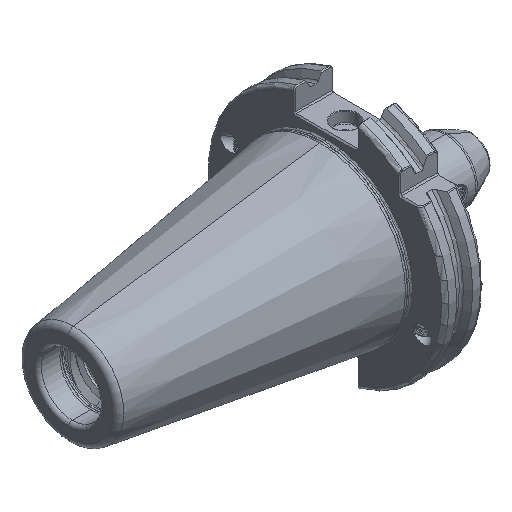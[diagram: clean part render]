
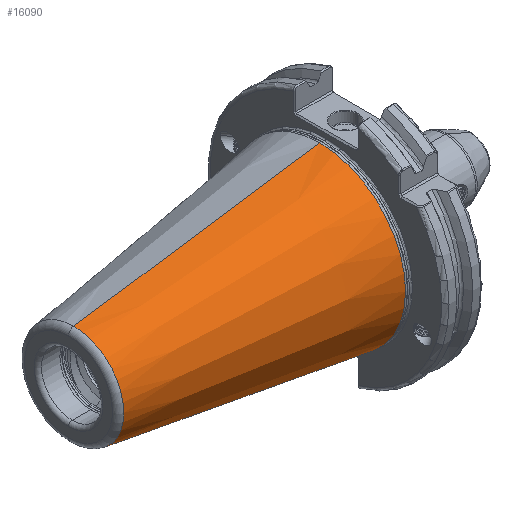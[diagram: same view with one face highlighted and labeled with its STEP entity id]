
A CAD part, isometric view. The second image highlights one B-rep face of the part: STEP entity #16090.
In plain terms, the highlighted conical face has half-angle 8.297 degrees and reference radius 35.392 mm.
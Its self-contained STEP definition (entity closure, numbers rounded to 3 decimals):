
#732 = AXIS2_PLACEMENT_3D ( 'NONE', #17878, #17862, #17887 ) ;
#791 = AXIS2_PLACEMENT_3D ( 'NONE', #18684, #18717, #18688 ) ;
#981 = AXIS2_PLACEMENT_3D ( 'NONE', #27565, #27551, #27570 ) ;
#1363 = LINE ( 'NONE', #28509, #1384 ) ;
#1376 = LINE ( 'NONE', #25359, #1402 ) ;
#1384 = VECTOR ( 'NONE', #27575, 1000. ) ;
#1385 = CIRCLE ( 'NONE', #981, 35.027 ) ;
#1402 = VECTOR ( 'NONE', #25351, 1000. ) ;
#1600 = CIRCLE ( 'NONE', #732, 20.399 ) ;
#1663 = CIRCLE ( 'NONE', #791, 35.027 ) ;
#2306 = CARTESIAN_POINT ( 'NONE',  ( 0., 0., 0. ) ) ;
#2307 = DIRECTION ( 'NONE',  ( 1., 0., 0. ) ) ;
#2321 = DIRECTION ( 'NONE',  ( 0., 0., -1. ) ) ;
#3832 = EDGE_CURVE ( 'NONE', #16357, #16424, #1376, .T. ) ;
#3848 = EDGE_CURVE ( 'NONE', #16348, #16327, #1385, .T. ) ;
#3850 = EDGE_CURVE ( 'NONE', #16352, #16348, #1363, .T. ) ;
#4108 = EDGE_CURVE ( 'NONE', #16352, #16357, #1600, .T. ) ;
#4203 = EDGE_CURVE ( 'NONE', #16327, #16424, #1663, .T. ) ;
#6273 = AXIS2_PLACEMENT_3D ( 'NONE', #2306, #2307, #2321 ) ;
#6835 = CARTESIAN_POINT ( 'NONE',  ( -2.5, 0., 35.027 ) ) ;
#6837 = CARTESIAN_POINT ( 'NONE',  ( -102.811, 0., -20.399 ) ) ;
#6852 = CARTESIAN_POINT ( 'NONE',  ( -2.5, -35.027, 0. ) ) ;
#6866 = CARTESIAN_POINT ( 'NONE',  ( -102.811, 0., 20.399 ) ) ;
#6911 = CARTESIAN_POINT ( 'NONE',  ( -2.5, 0., -35.027 ) ) ;
#12011 = CONICAL_SURFACE ( 'NONE', #6273, 35.392, 0.145 ) ;
#12048 = FACE_OUTER_BOUND ( 'NONE', #27510, .T. ) ;
#16090 = ADVANCED_FACE ( 'NONE', ( #12048 ), #12011, .T. ) ;
#16327 = VERTEX_POINT ( 'NONE', #6852 ) ;
#16348 = VERTEX_POINT ( 'NONE', #6835 ) ;
#16352 = VERTEX_POINT ( 'NONE', #6866 ) ;
#16357 = VERTEX_POINT ( 'NONE', #6837 ) ;
#16424 = VERTEX_POINT ( 'NONE', #6911 ) ;
#17862 = DIRECTION ( 'NONE',  ( 1., 0., 0. ) ) ;
#17878 = CARTESIAN_POINT ( 'NONE',  ( -102.811, 0., 0. ) ) ;
#17887 = DIRECTION ( 'NONE',  ( 0., 0., 1. ) ) ;
#18684 = CARTESIAN_POINT ( 'NONE',  ( -2.5, 0., 0. ) ) ;
#18688 = DIRECTION ( 'NONE',  ( 0., 1., 0. ) ) ;
#18717 = DIRECTION ( 'NONE',  ( 1., 0., 0. ) ) ;
#23662 = ORIENTED_EDGE ( 'NONE', *, *, #3850, .F. ) ;
#23667 = ORIENTED_EDGE ( 'NONE', *, *, #4108, .T. ) ;
#23687 = ORIENTED_EDGE ( 'NONE', *, *, #3832, .T. ) ;
#23724 = ORIENTED_EDGE ( 'NONE', *, *, #4203, .F. ) ;
#23738 = ORIENTED_EDGE ( 'NONE', *, *, #3848, .F. ) ;
#25351 = DIRECTION ( 'NONE',  ( 0.99, 0., -0.144 ) ) ;
#25359 = CARTESIAN_POINT ( 'NONE',  ( 0., 0., -35.392 ) ) ;
#27510 = EDGE_LOOP ( 'NONE', ( #23662, #23667, #23687, #23724, #23738 ) ) ;
#27551 = DIRECTION ( 'NONE',  ( 1., 0., 0. ) ) ;
#27565 = CARTESIAN_POINT ( 'NONE',  ( -2.5, 0., 0. ) ) ;
#27570 = DIRECTION ( 'NONE',  ( 0., 1., 0. ) ) ;
#27575 = DIRECTION ( 'NONE',  ( 0.99, 0., 0.144 ) ) ;
#28509 = CARTESIAN_POINT ( 'NONE',  ( 0., 0., 35.392 ) ) ;
